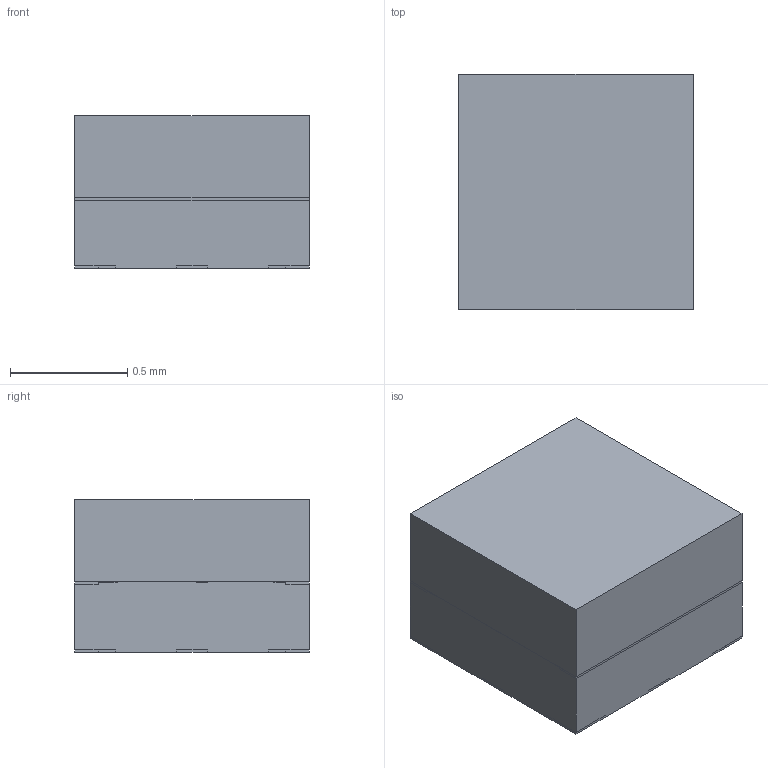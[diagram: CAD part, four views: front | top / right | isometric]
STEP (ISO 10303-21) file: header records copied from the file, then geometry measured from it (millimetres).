
FILE_DESCRIPTION(/* description */ ('Unknown'),/* implementation_level */ '2;1');
FILE_NAME(/* name */ '150044M175200',/* time_stamp */ '2018-05-17T08:46:53+02:00',/* author */ ('Unknown'),/* organization */ ('Unknown'),/* preprocessor_version */ 'ST-DEVELOPER v16.7',/* originating_system */ 'DEX',/* authorisation */ $);
FILE_SCHEMA (('AUTOMOTIVE_DESIGN {1 0 10303 214 3 1 1}'));
Length unit declared in the file: millimetre
Products named in the file (4): 150044M175200; Body; Pins; Resin
Assembly tree (3 placements, depth 2):
  150044M175200
    Body
    Pins
    Resin
Bounding box: 1 x 1 x 0.65 mm (x, y, z)
Volume: 0.6 mm3; surface area: 8.3 mm2
Topology: 13 solids, 13 shells, 257 faces, 675 edges, 449 vertices
Faces by surface type: plane 207, cylinder 49, bspline 1
Entity records: 9143 total; most frequent: CARTESIAN_POINT 1453, ORIENTED_EDGE 1348, DIRECTION 1290, EDGE_CURVE 674, LINE 574, VECTOR 574, VERTEX_POINT 449, AXIS2_PLACEMENT_3D 358
